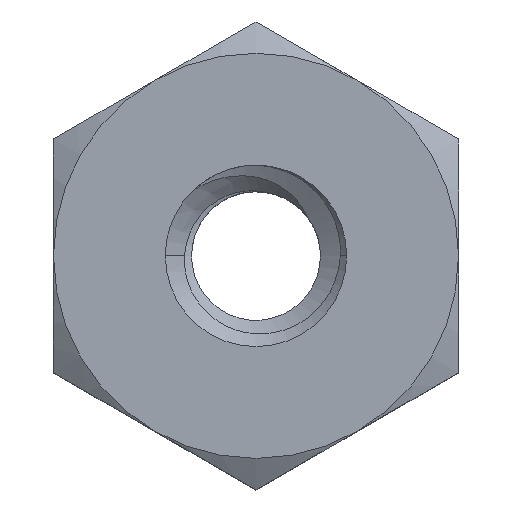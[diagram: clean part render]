
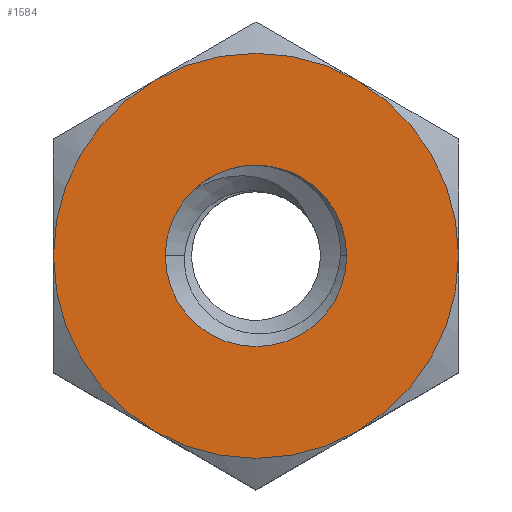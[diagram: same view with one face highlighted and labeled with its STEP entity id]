
A CAD part, top view. The second image highlights one B-rep face of the part: STEP entity #1584.
In plain terms, the highlighted planar face has unit normal (0, 0, 1).
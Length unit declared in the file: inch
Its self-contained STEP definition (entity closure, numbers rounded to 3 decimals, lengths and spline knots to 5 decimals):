
#143 = DIRECTION ( 'NONE',  ( 1., 0., 0. ) ) ;
#157 = DIRECTION ( 'NONE',  ( 0., 0., 1. ) ) ;
#169 = CARTESIAN_POINT ( 'NONE',  ( 0., 0., 0. ) ) ;
#366 = CARTESIAN_POINT ( 'NONE',  ( 0.0625, 0.10825, 0. ) ) ;
#369 = CARTESIAN_POINT ( 'NONE',  ( -0.0625, -0.10825, 0. ) ) ;
#424 = CARTESIAN_POINT ( 'NONE',  ( 0.0625, -0.10825, 0. ) ) ;
#427 = CARTESIAN_POINT ( 'NONE',  ( 0.125, 0., 0. ) ) ;
#430 = CARTESIAN_POINT ( 'NONE',  ( -0.0625, 0.10825, 0. ) ) ;
#438 = CARTESIAN_POINT ( 'NONE',  ( -0.125, 0., 0. ) ) ;
#440 = DIRECTION ( 'NONE',  ( 0., 0., 1. ) ) ;
#445 = DIRECTION ( 'NONE',  ( 1., 0., 0. ) ) ;
#480 = CARTESIAN_POINT ( 'NONE',  ( -0.03924, 0.03996, 0. ) ) ;
#492 = CARTESIAN_POINT ( 'NONE',  ( 0., 0., 0. ) ) ;
#502 = CARTESIAN_POINT ( 'NONE',  ( 0.056, 0., 0. ) ) ;
#749 = DIRECTION ( 'NONE',  ( 1., 0., 0. ) ) ;
#750 = DIRECTION ( 'NONE',  ( 0., 0., 1. ) ) ;
#769 = CARTESIAN_POINT ( 'NONE',  ( 0., 0., 0. ) ) ;
#785 = DIRECTION ( 'NONE',  ( 0., 0., 1. ) ) ;
#798 = CARTESIAN_POINT ( 'NONE',  ( 0., 0., 0. ) ) ;
#799 = DIRECTION ( 'NONE',  ( 1., 0., 0. ) ) ;
#838 = DIRECTION ( 'NONE',  ( 0., 0., 1. ) ) ;
#840 = DIRECTION ( 'NONE',  ( 1., 0., 0. ) ) ;
#846 = CARTESIAN_POINT ( 'NONE',  ( 0., 0., 0. ) ) ;
#847 = DIRECTION ( 'NONE',  ( 0., 0., 1. ) ) ;
#853 = DIRECTION ( 'NONE',  ( 1., 0., 0. ) ) ;
#857 = DIRECTION ( 'NONE',  ( 0., 0., 1. ) ) ;
#918 = DIRECTION ( 'NONE',  ( 1., 0., 0. ) ) ;
#974 = AXIS2_PLACEMENT_3D ( 'NONE', #3170, #3120, #3118 ) ;
#1027 = AXIS2_PLACEMENT_3D ( 'NONE', #3610, #3600, #3599 ) ;
#1028 = AXIS2_PLACEMENT_3D ( 'NONE', #3595, #3592, #2296 ) ;
#1029 = AXIS2_PLACEMENT_3D ( 'NONE', #169, #157, #143 ) ;
#1031 = AXIS2_PLACEMENT_3D ( 'NONE', #3597, #750, #749 ) ;
#1032 = AXIS2_PLACEMENT_3D ( 'NONE', #3596, #857, #840 ) ;
#1033 = AXIS2_PLACEMENT_3D ( 'NONE', #798, #785, #799 ) ;
#1036 = AXIS2_PLACEMENT_3D ( 'NONE', #769, #838, #918 ) ;
#1041 = AXIS2_PLACEMENT_3D ( 'NONE', #846, #847, #853 ) ;
#1061 = AXIS2_PLACEMENT_3D ( 'NONE', #492, #440, #445 ) ;
#1063 = AXIS2_PLACEMENT_3D ( 'NONE', #2211, #2210, #2209 ) ;
#1115 = CIRCLE ( 'NONE', #1063, 0.125 ) ;
#1135 = CIRCLE ( 'NONE', #1041, 0.125 ) ;
#1218 = CIRCLE ( 'NONE', #1036, 0.056 ) ;
#1224 = CIRCLE ( 'NONE', #1061, 0.056 ) ;
#1427 = ORIENTED_EDGE ( 'NONE', *, *, #1786, .F. ) ;
#1432 = ORIENTED_EDGE ( 'NONE', *, *, #1737, .T. ) ;
#1434 = ORIENTED_EDGE ( 'NONE', *, *, #1727, .T. ) ;
#1437 = ORIENTED_EDGE ( 'NONE', *, *, #1733, .T. ) ;
#1438 = ORIENTED_EDGE ( 'NONE', *, *, #1732, .T. ) ;
#1439 = ORIENTED_EDGE ( 'NONE', *, *, #1748, .F. ) ;
#1457 = ORIENTED_EDGE ( 'NONE', *, *, #1730, .F. ) ;
#1468 = ORIENTED_EDGE ( 'NONE', *, *, #2067, .F. ) ;
#1542 = ORIENTED_EDGE ( 'NONE', *, *, #2040, .T. ) ;
#1543 = ORIENTED_EDGE ( 'NONE', *, *, #1834, .T. ) ;
#1584 = ADVANCED_FACE ( 'NONE', ( #4722, #4556 ), #3172, .T. ) ;
#1727 = EDGE_CURVE ( 'NONE', #4099, #4047, #4494, .T. ) ;
#1730 = EDGE_CURVE ( 'NONE', #4002, #4406, #4562, .T. ) ;
#1732 = EDGE_CURVE ( 'NONE', #4051, #4050, #4605, .T. ) ;
#1733 = EDGE_CURVE ( 'NONE', #4047, #4042, #4606, .T. ) ;
#1737 = EDGE_CURVE ( 'NONE', #4050, #4099, #4830, .T. ) ;
#1748 = EDGE_CURVE ( 'NONE', #3985, #4416, #4488, .T. ) ;
#1786 = EDGE_CURVE ( 'NONE', #4406, #3985, #1218, .T. ) ;
#1834 = EDGE_CURVE ( 'NONE', #4042, #4096, #1135, .T. ) ;
#2040 = EDGE_CURVE ( 'NONE', #4096, #4051, #1115, .T. ) ;
#2067 = EDGE_CURVE ( 'NONE', #4416, #4002, #1224, .T. ) ;
#2209 = DIRECTION ( 'NONE',  ( 1., 0., 0. ) ) ;
#2210 = DIRECTION ( 'NONE',  ( 0., 0., 1. ) ) ;
#2211 = CARTESIAN_POINT ( 'NONE',  ( 0., 0., 0. ) ) ;
#2296 = DIRECTION ( 'NONE',  ( 1., 0., 0. ) ) ;
#3118 = DIRECTION ( 'NONE',  ( 1., 0., 0. ) ) ;
#3120 = DIRECTION ( 'NONE',  ( 0., 0., 1. ) ) ;
#3170 = CARTESIAN_POINT ( 'NONE',  ( -0.125, 0.21651, 0. ) ) ;
#3172 = PLANE ( 'NONE',  #974 ) ;
#3592 = DIRECTION ( 'NONE',  ( 0., 0., 1. ) ) ;
#3595 = CARTESIAN_POINT ( 'NONE',  ( 0., 0., 0. ) ) ;
#3596 = CARTESIAN_POINT ( 'NONE',  ( 0., 0., 0. ) ) ;
#3597 = CARTESIAN_POINT ( 'NONE',  ( 0., 0., 0. ) ) ;
#3599 = DIRECTION ( 'NONE',  ( 1., 0., 0. ) ) ;
#3600 = DIRECTION ( 'NONE',  ( 0., 0., 1. ) ) ;
#3610 = CARTESIAN_POINT ( 'NONE',  ( 0., 0., 0. ) ) ;
#3985 = VERTEX_POINT ( 'NONE', #502 ) ;
#4002 = VERTEX_POINT ( 'NONE', #480 ) ;
#4042 = VERTEX_POINT ( 'NONE', #438 ) ;
#4047 = VERTEX_POINT ( 'NONE', #430 ) ;
#4050 = VERTEX_POINT ( 'NONE', #427 ) ;
#4051 = VERTEX_POINT ( 'NONE', #424 ) ;
#4096 = VERTEX_POINT ( 'NONE', #369 ) ;
#4099 = VERTEX_POINT ( 'NONE', #366 ) ;
#4406 = VERTEX_POINT ( 'NONE', #4857 ) ;
#4416 = VERTEX_POINT ( 'NONE', #4851 ) ;
#4488 = CIRCLE ( 'NONE', #1033, 0.056 ) ;
#4494 = CIRCLE ( 'NONE', #1027, 0.125 ) ;
#4556 = FACE_OUTER_BOUND ( 'NONE', #4635, .T. ) ;
#4562 = CIRCLE ( 'NONE', #1028, 0.056 ) ;
#4605 = CIRCLE ( 'NONE', #1032, 0.125 ) ;
#4606 = CIRCLE ( 'NONE', #1031, 0.125 ) ;
#4635 = EDGE_LOOP ( 'NONE', ( #1438, #1432, #1434, #1437, #1543, #1542 ) ) ;
#4653 = EDGE_LOOP ( 'NONE', ( #1457, #1468, #1439, #1427 ) ) ;
#4722 = FACE_BOUND ( 'NONE', #4653, .T. ) ;
#4830 = CIRCLE ( 'NONE', #1029, 0.125 ) ;
#4851 = CARTESIAN_POINT ( 'NONE',  ( 0., 0.056, 0. ) ) ;
#4857 = CARTESIAN_POINT ( 'NONE',  ( -0.056, 0., 0. ) ) ;
